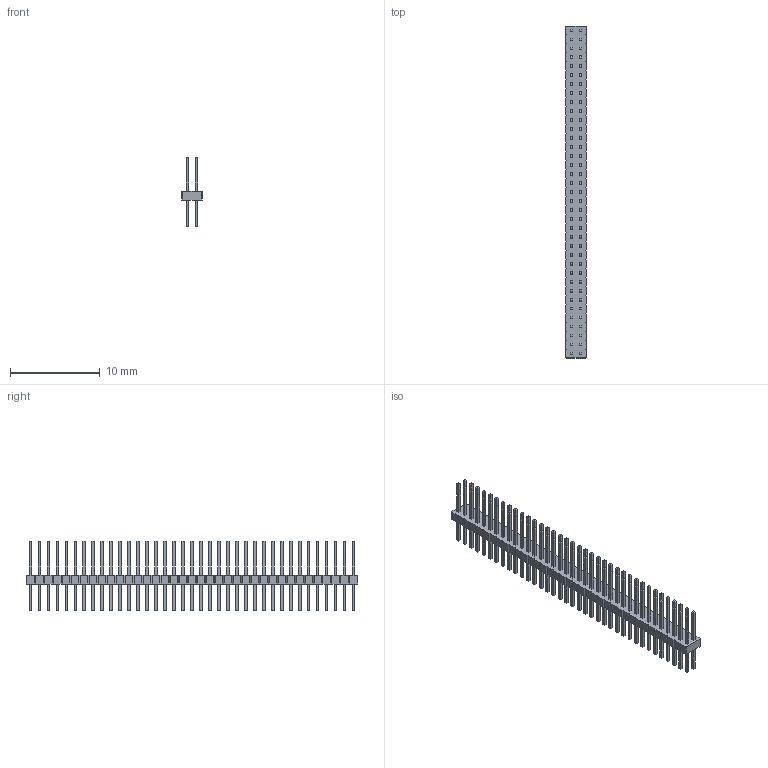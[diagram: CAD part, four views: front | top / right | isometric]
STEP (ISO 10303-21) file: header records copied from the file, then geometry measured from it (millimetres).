
FILE_DESCRIPTION(/* description */ ('model of PinHeader_2x37_P1.00mm_Vertical'),/* implementation_level */ '2;1');
FILE_NAME(/* name */ 'PinHeader_2x37_P1.00mm_Vertical.step',/* time_stamp */ '2017-12-09T23:43:47',/* author */ ('kicad StepUp','ksu'),/* organization */ ('FreeCAD'),/* preprocessor_version */ 'OCC',/* originating_system */ 'kicad StepUp',/* authorisation */ '');
FILE_SCHEMA(('AUTOMOTIVE_DESIGN { 1 0 10303 214 1 1 1 1 }'));
Length unit declared in the file: millimetre
Products named in the file (1): PinHeader_2x37_P100mm_Vertical
Bounding box: 2.3 x 37 x 7.8 mm (x, y, z)
Volume: 129.2 mm3; surface area: 847.7 mm2
Topology: 1 solids, 1 shells, 1558 faces, 3632 edges, 2224 vertices
Faces by surface type: plane 1558
Entity records: 28550 total; most frequent: ORIENTED_EDGE 5560, CARTESIAN_POINT 4669, EDGE_CURVE 3632, LINE 3336, VERTEX_POINT 2224, FACE_BOUND 1706, EDGE_LOOP 1706, ADVANCED_FACE 1558
